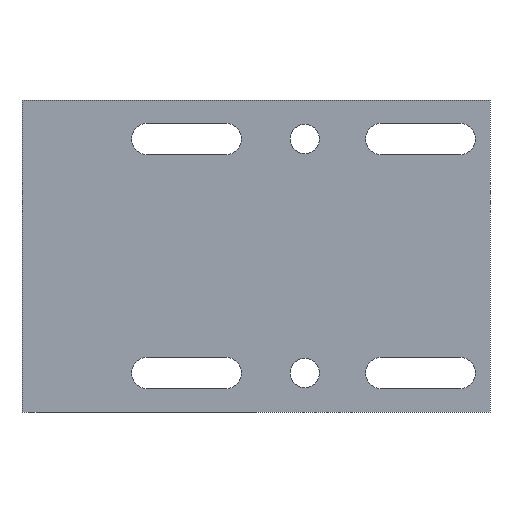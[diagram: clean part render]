
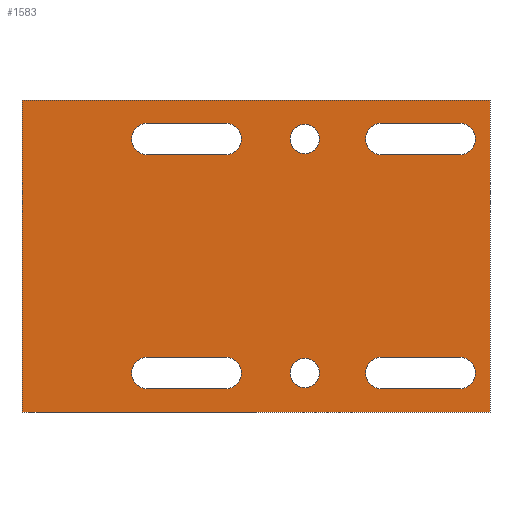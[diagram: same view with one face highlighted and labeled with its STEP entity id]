
A CAD part, front view. The second image highlights one B-rep face of the part: STEP entity #1583.
In plain terms, the highlighted planar face has unit normal (0, -1, 0).
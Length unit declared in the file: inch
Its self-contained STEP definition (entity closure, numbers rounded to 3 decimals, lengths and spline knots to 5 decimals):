
#36=FACE_BOUND('',#243,.T.);
#37=FACE_BOUND('',#244,.T.);
#38=FACE_BOUND('',#245,.T.);
#39=FACE_BOUND('',#246,.T.);
#40=FACE_BOUND('',#247,.T.);
#41=FACE_BOUND('',#248,.T.);
#93=PLANE('',#1766);
#153=FACE_OUTER_BOUND('',#242,.T.);
#242=EDGE_LOOP('',(#1281,#1282,#1283,#1284));
#243=EDGE_LOOP('',(#1285,#1286,#1287,#1288));
#244=EDGE_LOOP('',(#1289,#1290,#1291,#1292));
#245=EDGE_LOOP('',(#1293,#1294,#1295,#1296));
#246=EDGE_LOOP('',(#1297,#1298,#1299,#1300));
#247=EDGE_LOOP('',(#1301,#1302));
#248=EDGE_LOOP('',(#1303,#1304));
#340=LINE('',#2548,#443);
#344=LINE('',#2558,#447);
#350=LINE('',#2579,#453);
#352=LINE('',#2582,#455);
#358=LINE('',#2603,#461);
#360=LINE('',#2606,#463);
#366=LINE('',#2627,#469);
#368=LINE('',#2630,#471);
#373=LINE('',#2669,#476);
#381=LINE('',#2686,#484);
#390=LINE('',#2717,#493);
#391=LINE('',#2719,#494);
#443=VECTOR('',#2032,0.3937);
#447=VECTOR('',#2044,0.3937);
#453=VECTOR('',#2064,0.3937);
#455=VECTOR('',#2068,0.3937);
#461=VECTOR('',#2088,0.3937);
#463=VECTOR('',#2092,0.3937);
#469=VECTOR('',#2112,0.3937);
#471=VECTOR('',#2116,0.3937);
#476=VECTOR('',#2129,39.37008);
#484=VECTOR('',#2139,39.37008);
#493=VECTOR('',#2170,39.37008);
#494=VECTOR('',#2173,39.37008);
#588=CIRCLE('',#1720,0.203);
#590=CIRCLE('',#1724,0.203);
#592=CIRCLE('',#1728,0.203);
#594=CIRCLE('',#1731,0.203);
#596=CIRCLE('',#1736,0.203);
#598=CIRCLE('',#1739,0.203);
#600=CIRCLE('',#1744,0.203);
#602=CIRCLE('',#1747,0.203);
#613=CIRCLE('',#1767,0.1875);
#614=CIRCLE('',#1768,0.1875);
#615=CIRCLE('',#1769,0.1875);
#616=CIRCLE('',#1770,0.1875);
#707=VERTEX_POINT('',#2539);
#708=VERTEX_POINT('',#2541);
#710=VERTEX_POINT('',#2547);
#712=VERTEX_POINT('',#2553);
#715=VERTEX_POINT('',#2563);
#716=VERTEX_POINT('',#2565);
#719=VERTEX_POINT('',#2572);
#720=VERTEX_POINT('',#2574);
#723=VERTEX_POINT('',#2587);
#724=VERTEX_POINT('',#2589);
#727=VERTEX_POINT('',#2596);
#728=VERTEX_POINT('',#2598);
#731=VERTEX_POINT('',#2611);
#732=VERTEX_POINT('',#2613);
#735=VERTEX_POINT('',#2620);
#736=VERTEX_POINT('',#2622);
#745=VERTEX_POINT('',#2666);
#746=VERTEX_POINT('',#2668);
#753=VERTEX_POINT('',#2683);
#754=VERTEX_POINT('',#2685);
#766=VERTEX_POINT('',#2720);
#767=VERTEX_POINT('',#2721);
#768=VERTEX_POINT('',#2724);
#769=VERTEX_POINT('',#2725);
#889=EDGE_CURVE('',#708,#707,#588,.T.);
#892=EDGE_CURVE('',#710,#708,#340,.T.);
#895=EDGE_CURVE('',#712,#710,#590,.T.);
#898=EDGE_CURVE('',#707,#712,#344,.T.);
#901=EDGE_CURVE('',#716,#715,#592,.T.);
#905=EDGE_CURVE('',#720,#719,#594,.T.);
#908=EDGE_CURVE('',#719,#716,#350,.T.);
#910=EDGE_CURVE('',#715,#720,#352,.T.);
#913=EDGE_CURVE('',#724,#723,#596,.T.);
#917=EDGE_CURVE('',#728,#727,#598,.T.);
#920=EDGE_CURVE('',#727,#724,#358,.T.);
#922=EDGE_CURVE('',#723,#728,#360,.T.);
#925=EDGE_CURVE('',#732,#731,#600,.T.);
#929=EDGE_CURVE('',#736,#735,#602,.T.);
#932=EDGE_CURVE('',#735,#732,#366,.T.);
#934=EDGE_CURVE('',#731,#736,#368,.T.);
#943=EDGE_CURVE('',#745,#746,#373,.T.);
#951=EDGE_CURVE('',#754,#753,#381,.T.);
#968=EDGE_CURVE('',#746,#753,#390,.T.);
#969=EDGE_CURVE('',#745,#754,#391,.T.);
#970=EDGE_CURVE('',#766,#767,#613,.T.);
#971=EDGE_CURVE('',#767,#766,#614,.T.);
#972=EDGE_CURVE('',#768,#769,#615,.T.);
#973=EDGE_CURVE('',#769,#768,#616,.T.);
#1281=ORIENTED_EDGE('',*,*,#951,.T.);
#1282=ORIENTED_EDGE('',*,*,#968,.F.);
#1283=ORIENTED_EDGE('',*,*,#943,.F.);
#1284=ORIENTED_EDGE('',*,*,#969,.T.);
#1285=ORIENTED_EDGE('',*,*,#892,.T.);
#1286=ORIENTED_EDGE('',*,*,#889,.T.);
#1287=ORIENTED_EDGE('',*,*,#898,.T.);
#1288=ORIENTED_EDGE('',*,*,#895,.T.);
#1289=ORIENTED_EDGE('',*,*,#908,.T.);
#1290=ORIENTED_EDGE('',*,*,#901,.T.);
#1291=ORIENTED_EDGE('',*,*,#910,.T.);
#1292=ORIENTED_EDGE('',*,*,#905,.T.);
#1293=ORIENTED_EDGE('',*,*,#920,.T.);
#1294=ORIENTED_EDGE('',*,*,#913,.T.);
#1295=ORIENTED_EDGE('',*,*,#922,.T.);
#1296=ORIENTED_EDGE('',*,*,#917,.T.);
#1297=ORIENTED_EDGE('',*,*,#932,.T.);
#1298=ORIENTED_EDGE('',*,*,#925,.T.);
#1299=ORIENTED_EDGE('',*,*,#934,.T.);
#1300=ORIENTED_EDGE('',*,*,#929,.T.);
#1301=ORIENTED_EDGE('',*,*,#970,.T.);
#1302=ORIENTED_EDGE('',*,*,#971,.T.);
#1303=ORIENTED_EDGE('',*,*,#972,.T.);
#1304=ORIENTED_EDGE('',*,*,#973,.T.);
#1583=ADVANCED_FACE('',(#153,#36,#37,#38,#39,#40,#41),#93,.F.);
#1720=AXIS2_PLACEMENT_3D('',#2542,#2026,#2027);
#1724=AXIS2_PLACEMENT_3D('',#2554,#2038,#2039);
#1728=AXIS2_PLACEMENT_3D('',#2566,#2050,#2051);
#1731=AXIS2_PLACEMENT_3D('',#2575,#2058,#2059);
#1736=AXIS2_PLACEMENT_3D('',#2590,#2074,#2075);
#1739=AXIS2_PLACEMENT_3D('',#2599,#2082,#2083);
#1744=AXIS2_PLACEMENT_3D('',#2614,#2098,#2099);
#1747=AXIS2_PLACEMENT_3D('',#2623,#2106,#2107);
#1766=AXIS2_PLACEMENT_3D('',#2718,#2171,#2172);
#1767=AXIS2_PLACEMENT_3D('',#2722,#2174,#2175);
#1768=AXIS2_PLACEMENT_3D('',#2723,#2176,#2177);
#1769=AXIS2_PLACEMENT_3D('',#2726,#2178,#2179);
#1770=AXIS2_PLACEMENT_3D('',#2727,#2180,#2181);
#2026=DIRECTION('center_axis',(0.,1.,0.));
#2027=DIRECTION('ref_axis',(0.,0.,1.));
#2032=DIRECTION('',(-1.,0.,0.));
#2038=DIRECTION('center_axis',(0.,1.,0.));
#2039=DIRECTION('ref_axis',(0.,0.,-1.));
#2044=DIRECTION('',(1.,0.,0.));
#2050=DIRECTION('center_axis',(0.,1.,0.));
#2051=DIRECTION('ref_axis',(0.,0.,1.));
#2058=DIRECTION('center_axis',(0.,1.,0.));
#2059=DIRECTION('ref_axis',(0.,0.,-1.));
#2064=DIRECTION('',(-1.,0.,0.));
#2068=DIRECTION('',(1.,0.,0.));
#2074=DIRECTION('center_axis',(0.,1.,0.));
#2075=DIRECTION('ref_axis',(0.,0.,1.));
#2082=DIRECTION('center_axis',(0.,1.,0.));
#2083=DIRECTION('ref_axis',(0.,0.,-1.));
#2088=DIRECTION('',(-1.,0.,0.));
#2092=DIRECTION('',(1.,0.,0.));
#2098=DIRECTION('center_axis',(0.,1.,0.));
#2099=DIRECTION('ref_axis',(0.,0.,1.));
#2106=DIRECTION('center_axis',(0.,1.,0.));
#2107=DIRECTION('ref_axis',(0.,0.,-1.));
#2112=DIRECTION('',(-1.,0.,0.));
#2116=DIRECTION('',(1.,0.,0.));
#2129=DIRECTION('',(1.,0.,0.));
#2139=DIRECTION('',(1.,0.,0.));
#2170=DIRECTION('',(0.,0.,-1.));
#2171=DIRECTION('center_axis',(0.,1.,0.));
#2172=DIRECTION('ref_axis',(0.,0.,1.));
#2173=DIRECTION('',(0.,0.,-1.));
#2174=DIRECTION('center_axis',(0.,1.,0.));
#2175=DIRECTION('ref_axis',(1.,0.,0.));
#2176=DIRECTION('center_axis',(0.,1.,0.));
#2177=DIRECTION('ref_axis',(1.,0.,0.));
#2178=DIRECTION('center_axis',(0.,1.,0.));
#2179=DIRECTION('ref_axis',(1.,0.,0.));
#2180=DIRECTION('center_axis',(0.,1.,0.));
#2181=DIRECTION('ref_axis',(1.,0.,0.));
#2539=CARTESIAN_POINT('',(4.608,0.,-1.297));
#2541=CARTESIAN_POINT('',(4.608,0.,-1.703));
#2542=CARTESIAN_POINT('Origin',(4.608,0.,-1.5));
#2547=CARTESIAN_POINT('',(5.608,0.,-1.703));
#2548=CARTESIAN_POINT('',(2.625,0.,-1.703));
#2553=CARTESIAN_POINT('',(5.608,0.,-1.297));
#2554=CARTESIAN_POINT('Origin',(5.608,0.,-1.5));
#2558=CARTESIAN_POINT('',(2.304,0.,-1.297));
#2563=CARTESIAN_POINT('',(1.608,0.,1.703));
#2565=CARTESIAN_POINT('',(1.608,0.,1.297));
#2566=CARTESIAN_POINT('Origin',(1.608,0.,1.5));
#2572=CARTESIAN_POINT('',(2.608,0.,1.297));
#2574=CARTESIAN_POINT('',(2.608,0.,1.703));
#2575=CARTESIAN_POINT('Origin',(2.608,0.,1.5));
#2579=CARTESIAN_POINT('',(1.,0.,1.297));
#2582=CARTESIAN_POINT('',(0.804,0.,1.703));
#2587=CARTESIAN_POINT('',(1.608,0.,-1.297));
#2589=CARTESIAN_POINT('',(1.608,0.,-1.703));
#2590=CARTESIAN_POINT('Origin',(1.608,0.,-1.5));
#2596=CARTESIAN_POINT('',(2.608,0.,-1.703));
#2598=CARTESIAN_POINT('',(2.608,0.,-1.297));
#2599=CARTESIAN_POINT('Origin',(2.608,0.,-1.5));
#2603=CARTESIAN_POINT('',(1.304,0.,-1.703));
#2606=CARTESIAN_POINT('',(0.804,0.,-1.297));
#2611=CARTESIAN_POINT('',(4.608,0.,1.703));
#2613=CARTESIAN_POINT('',(4.608,0.,1.297));
#2614=CARTESIAN_POINT('Origin',(4.608,0.,1.5));
#2620=CARTESIAN_POINT('',(5.608,0.,1.297));
#2622=CARTESIAN_POINT('',(5.608,0.,1.703));
#2623=CARTESIAN_POINT('Origin',(5.608,0.,1.5));
#2627=CARTESIAN_POINT('',(2.804,0.,1.297));
#2630=CARTESIAN_POINT('',(2.304,0.,1.703));
#2666=CARTESIAN_POINT('',(0.,0.,2.));
#2668=CARTESIAN_POINT('',(6.,0.,2.));
#2669=CARTESIAN_POINT('',(0.,0.,2.));
#2683=CARTESIAN_POINT('',(6.,0.,-2.));
#2685=CARTESIAN_POINT('',(0.,0.,-2.));
#2686=CARTESIAN_POINT('',(0.,0.,-2.));
#2717=CARTESIAN_POINT('',(6.,0.,2.));
#2718=CARTESIAN_POINT('Origin',(0.,0.,2.));
#2719=CARTESIAN_POINT('',(0.,0.,2.));
#2720=CARTESIAN_POINT('',(3.8125,0.,1.5));
#2721=CARTESIAN_POINT('',(3.625,0.,1.6875));
#2722=CARTESIAN_POINT('Origin',(3.625,0.,1.5));
#2723=CARTESIAN_POINT('Origin',(3.625,0.,1.5));
#2724=CARTESIAN_POINT('',(3.8125,0.,-1.5));
#2725=CARTESIAN_POINT('',(3.625,0.,-1.3125));
#2726=CARTESIAN_POINT('Origin',(3.625,0.,-1.5));
#2727=CARTESIAN_POINT('Origin',(3.625,0.,-1.5));
